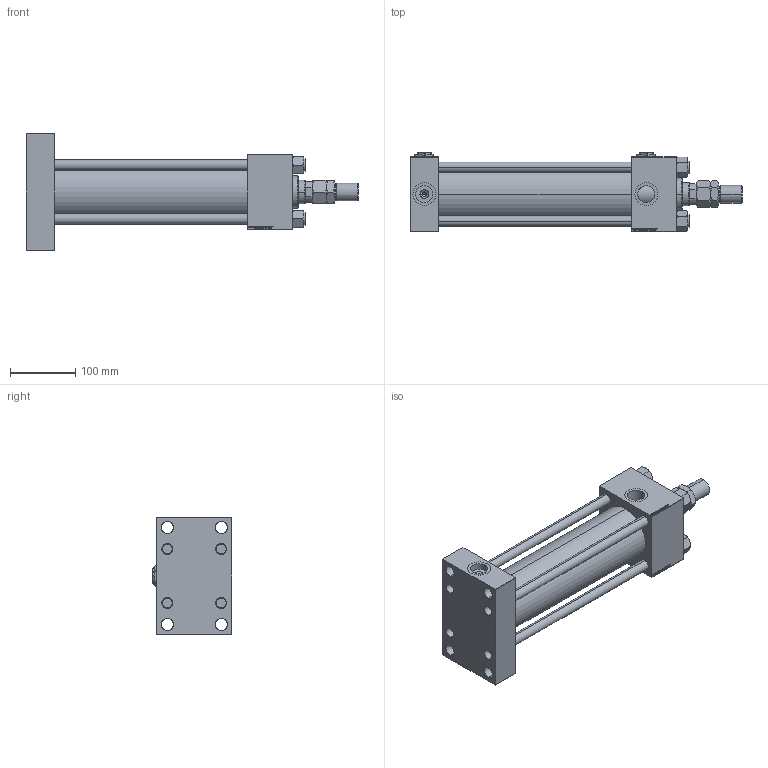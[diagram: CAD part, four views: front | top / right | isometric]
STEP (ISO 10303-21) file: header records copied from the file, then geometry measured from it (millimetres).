
FILE_DESCRIPTION (( 'STEP AP203' ), '1' );
FILE_NAME ('865b.STEP', '2023-08-23T17:19:39', ( '' ), ( '' ), 'SwSTEP 2.0', 'SolidWorks 2019', '' );
FILE_SCHEMA (( 'CONFIG_CONTROL_DESIGN' ));
Length unit declared in the file: millimetre
Products named in the file (8): MTA f705a1c63c045c3ceb2346ebc2998c29; V215CR_TYCINKA_E f705a1c63c045c3ceb2346ebc2998c29; V215CR_E_Body f705a1c63c045c3ceb2346ebc2998c29; 865b; NUT_M5_E f705a1c63c045c3ceb2346ebc2998c29; V215CR_VCP_E f705a1c63c045c3ceb2346ebc2998c29; V215_VC_A f705a1c63c045c3ceb2346ebc2998c29; Zatka_pro_OIL_PORT f705a1c63c045c3ceb2346ebc2998c29
Assembly tree (14 placements, depth 2):
  865b
    V215CR_E_Body f705a1c63c045c3ceb2346ebc2998c29
    V215CR_VCP_E f705a1c63c045c3ceb2346ebc2998c29
    V215CR_TYCINKA_E f705a1c63c045c3ceb2346ebc2998c29  x4
    NUT_M5_E f705a1c63c045c3ceb2346ebc2998c29  x4
    V215_VC_A f705a1c63c045c3ceb2346ebc2998c29
    MTA f705a1c63c045c3ceb2346ebc2998c29
    Zatka_pro_OIL_PORT f705a1c63c045c3ceb2346ebc2998c29  x2
Bounding box: 510 x 122 x 180 mm (x, y, z)
Volume: 2726744.7 mm3; surface area: 518980.8 mm2
Topology: 14 solids, 14 shells, 1333 faces, 3339 edges, 2146 vertices
Faces by surface type: plane 608, bspline 392, cone 222, cylinder 101, torus 10
Entity records: 54153 total; most frequent: CARTESIAN_POINT 28434, ORIENTED_EDGE 5750, DIRECTION 3789, EDGE_CURVE 2875, VERTEX_POINT 1866, VECTOR 1643, LINE 1643, EDGE_LOOP 1277
